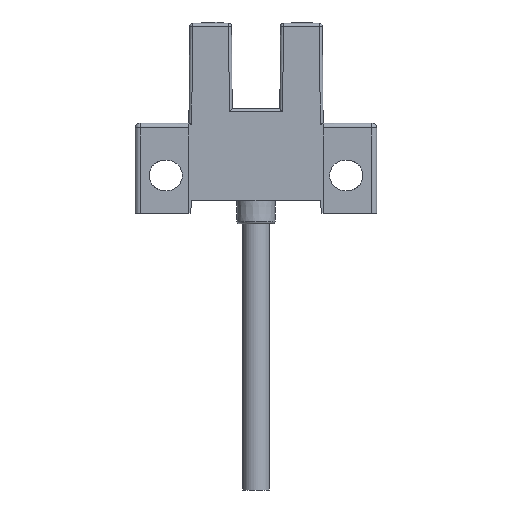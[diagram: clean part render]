
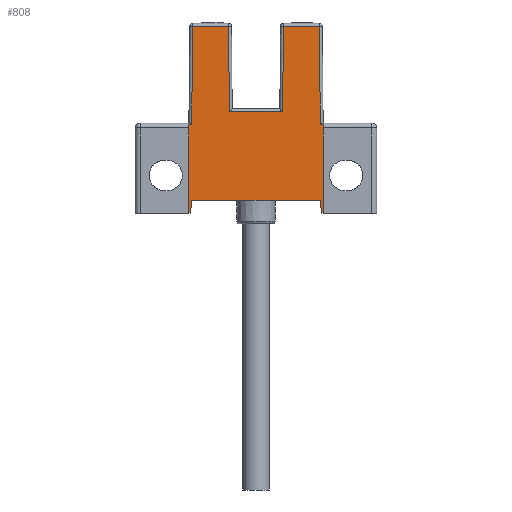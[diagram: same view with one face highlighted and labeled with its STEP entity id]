
A CAD part, front view. The second image highlights one B-rep face of the part: STEP entity #808.
In plain terms, the highlighted planar face has unit normal (0, -1, 0).
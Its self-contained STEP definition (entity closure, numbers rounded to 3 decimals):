
#178=PLANE('',#2803);
#304=LINE('',#3956,#573);
#306=LINE('',#3963,#575);
#310=LINE('',#3993,#579);
#311=LINE('',#3998,#580);
#329=LINE('',#4034,#598);
#330=LINE('',#4036,#599);
#331=LINE('',#4038,#600);
#332=LINE('',#4040,#601);
#333=LINE('',#4042,#602);
#334=LINE('',#4043,#603);
#335=LINE('',#4045,#604);
#336=LINE('',#4047,#605);
#337=LINE('',#4049,#606);
#338=LINE('',#4050,#607);
#339=LINE('',#4052,#608);
#340=LINE('',#4053,#609);
#573=VECTOR('',#3125,1.);
#575=VECTOR('',#3131,1.);
#579=VECTOR('',#3141,1.);
#580=VECTOR('',#3146,1.);
#598=VECTOR('',#3168,1.);
#599=VECTOR('',#3169,1.);
#600=VECTOR('',#3170,1.);
#601=VECTOR('',#3171,1.);
#602=VECTOR('',#3172,1.);
#603=VECTOR('',#3173,1.);
#604=VECTOR('',#3174,1.);
#605=VECTOR('',#3175,1.);
#606=VECTOR('',#3176,1.);
#607=VECTOR('',#3177,1.);
#608=VECTOR('',#3178,1.);
#609=VECTOR('',#3179,1.);
#808=ADVANCED_FACE('',(#961),#178,.T.);
#961=FACE_OUTER_BOUND('',#1096,.T.);
#1096=EDGE_LOOP('',(#1361,#1362,#1363,#1364,#1365,#1366,#1367,#1368,#1369,
#1370,#1371,#1372,#1373,#1374,#1375,#1376));
#1361=ORIENTED_EDGE('',*,*,#2378,.T.);
#1362=ORIENTED_EDGE('',*,*,#2379,.T.);
#1363=ORIENTED_EDGE('',*,*,#2380,.T.);
#1364=ORIENTED_EDGE('',*,*,#2381,.T.);
#1365=ORIENTED_EDGE('',*,*,#2382,.T.);
#1366=ORIENTED_EDGE('',*,*,#2348,.T.);
#1367=ORIENTED_EDGE('',*,*,#2383,.T.);
#1368=ORIENTED_EDGE('',*,*,#2384,.F.);
#1369=ORIENTED_EDGE('',*,*,#2385,.F.);
#1370=ORIENTED_EDGE('',*,*,#2386,.F.);
#1371=ORIENTED_EDGE('',*,*,#2351,.T.);
#1372=ORIENTED_EDGE('',*,*,#2387,.F.);
#1373=ORIENTED_EDGE('',*,*,#2388,.F.);
#1374=ORIENTED_EDGE('',*,*,#2360,.F.);
#1375=ORIENTED_EDGE('',*,*,#2389,.F.);
#1376=ORIENTED_EDGE('',*,*,#2358,.T.);
#2088=VERTEX_POINT('',#3955);
#2089=VERTEX_POINT('',#3957);
#2091=VERTEX_POINT('',#3962);
#2092=VERTEX_POINT('',#3964);
#2096=VERTEX_POINT('',#3988);
#2098=VERTEX_POINT('',#3992);
#2100=VERTEX_POINT('',#3997);
#2101=VERTEX_POINT('',#3999);
#2117=VERTEX_POINT('',#4035);
#2118=VERTEX_POINT('',#4037);
#2119=VERTEX_POINT('',#4039);
#2120=VERTEX_POINT('',#4041);
#2121=VERTEX_POINT('',#4044);
#2122=VERTEX_POINT('',#4046);
#2123=VERTEX_POINT('',#4048);
#2124=VERTEX_POINT('',#4051);
#2348=EDGE_CURVE('',#2089,#2088,#304,.T.);
#2351=EDGE_CURVE('',#2092,#2091,#306,.T.);
#2358=EDGE_CURVE('',#2096,#2098,#310,.T.);
#2360=EDGE_CURVE('',#2100,#2101,#311,.T.);
#2378=EDGE_CURVE('',#2098,#2117,#329,.T.);
#2379=EDGE_CURVE('',#2117,#2118,#330,.T.);
#2380=EDGE_CURVE('',#2118,#2119,#331,.T.);
#2381=EDGE_CURVE('',#2119,#2120,#332,.T.);
#2382=EDGE_CURVE('',#2120,#2089,#333,.T.);
#2383=EDGE_CURVE('',#2088,#2121,#334,.T.);
#2384=EDGE_CURVE('',#2122,#2121,#335,.T.);
#2385=EDGE_CURVE('',#2123,#2122,#336,.T.);
#2386=EDGE_CURVE('',#2092,#2123,#337,.T.);
#2387=EDGE_CURVE('',#2124,#2091,#338,.T.);
#2388=EDGE_CURVE('',#2101,#2124,#339,.T.);
#2389=EDGE_CURVE('',#2096,#2100,#340,.T.);
#2803=AXIS2_PLACEMENT_3D('',#4054,#3180,#3181);
#3125=DIRECTION('',(-0.009,0.,-1.));
#3131=DIRECTION('',(1.,0.,0.));
#3141=DIRECTION('',(-0.009,0.,1.));
#3146=DIRECTION('',(0.,0.,-1.));
#3168=DIRECTION('',(-1.,0.,0.));
#3169=DIRECTION('',(-0.009,0.,-1.));
#3170=DIRECTION('',(-1.,0.,0.));
#3171=DIRECTION('',(-0.009,0.,1.));
#3172=DIRECTION('',(-1.,0.,0.));
#3173=DIRECTION('',(-1.,0.,0.));
#3174=DIRECTION('',(0.,0.,1.));
#3175=DIRECTION('',(-1.,0.,0.));
#3176=DIRECTION('',(-0.087,0.,-0.996));
#3177=DIRECTION('',(-0.087,0.,0.996));
#3178=DIRECTION('',(-1.,0.,0.));
#3179=DIRECTION('',(1.,0.,0.));
#3180=DIRECTION('',(0.,-1.,0.));
#3181=DIRECTION('',(0.,0.,-1.));
#3955=CARTESIAN_POINT('',(169.848,33.755,19.397));
#3956=CARTESIAN_POINT('',(169.848,33.755,19.395));
#3957=CARTESIAN_POINT('',(169.938,33.755,29.7));
#3962=CARTESIAN_POINT('',(183.38,33.755,11.4));
#3963=CARTESIAN_POINT('',(0.,33.755,11.4));
#3964=CARTESIAN_POINT('',(169.843,33.755,11.4));
#3988=CARTESIAN_POINT('',(183.376,33.755,19.397));
#3992=CARTESIAN_POINT('',(183.286,33.755,29.7));
#3993=CARTESIAN_POINT('',(183.286,33.755,29.7));
#3997=CARTESIAN_POINT('',(183.675,33.755,19.397));
#3998=CARTESIAN_POINT('',(183.675,33.755,9.));
#3999=CARTESIAN_POINT('',(183.675,33.755,10.));
#4034=CARTESIAN_POINT('',(183.508,33.755,29.7));
#4035=CARTESIAN_POINT('',(179.495,33.755,29.7));
#4036=CARTESIAN_POINT('',(179.525,33.755,33.135));
#4037=CARTESIAN_POINT('',(179.417,33.755,20.7));
#4038=CARTESIAN_POINT('',(183.508,33.755,20.7));
#4039=CARTESIAN_POINT('',(173.806,33.755,20.7));
#4040=CARTESIAN_POINT('',(173.699,33.755,33.014));
#4041=CARTESIAN_POINT('',(173.728,33.755,29.7));
#4042=CARTESIAN_POINT('',(183.508,33.755,29.7));
#4043=CARTESIAN_POINT('',(169.697,33.755,19.397));
#4044=CARTESIAN_POINT('',(169.548,33.755,19.397));
#4045=CARTESIAN_POINT('',(169.548,33.755,10.));
#4046=CARTESIAN_POINT('',(169.548,33.755,10.));
#4047=CARTESIAN_POINT('',(183.508,33.755,10.));
#4048=CARTESIAN_POINT('',(169.721,33.755,10.));
#4049=CARTESIAN_POINT('',(169.842,33.755,11.383));
#4050=CARTESIAN_POINT('',(181.497,33.755,32.924));
#4051=CARTESIAN_POINT('',(183.503,33.755,10.));
#4052=CARTESIAN_POINT('',(183.508,33.755,10.));
#4053=CARTESIAN_POINT('',(183.525,33.755,19.397));
#4054=CARTESIAN_POINT('',(183.508,33.755,33.1));
